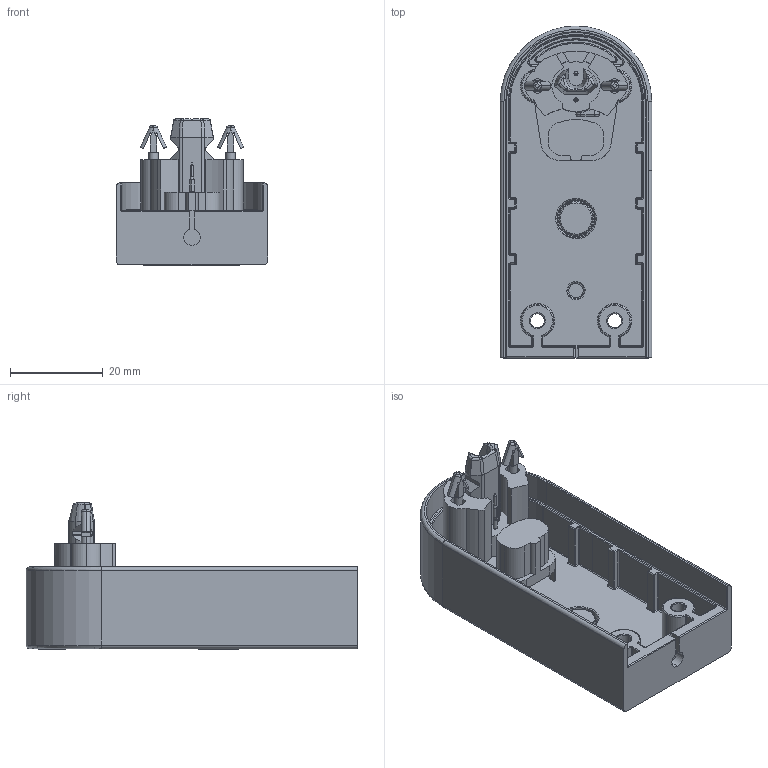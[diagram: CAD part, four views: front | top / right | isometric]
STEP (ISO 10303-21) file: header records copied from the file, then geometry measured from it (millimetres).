
FILE_DESCRIPTION (( 'STEP AP203' ), '1' );
FILE_NAME ('1804-2666_Default.step', '2022-02-03T14:52:52', ( 'Windows User' ), ( '' ), 'SwSTEP 2.0', 'SolidWorks 2021', '' );
FILE_SCHEMA (( 'CONFIG_CONTROL_DESIGN' ));
Length unit declared in the file: inch
Products named in the file (1): 1804-2666_Default
Bounding box: 32.6 x 71.4 x 31.5 mm (x, y, z)
Volume: 14651.7 mm3; surface area: 16758.5 mm2
Topology: 6 solids, 6 shells, 804 faces, 1960 edges, 1140 vertices
Faces by surface type: cylinder 353, bspline 233, plane 190, cone 28
Entity records: 32391 total; most frequent: CARTESIAN_POINT 15166, ORIENTED_EDGE 3812, DIRECTION 3387, EDGE_CURVE 1906, AXIS2_PLACEMENT_3D 1323, VERTEX_POINT 1140, EDGE_LOOP 848, ADVANCED_FACE 804
